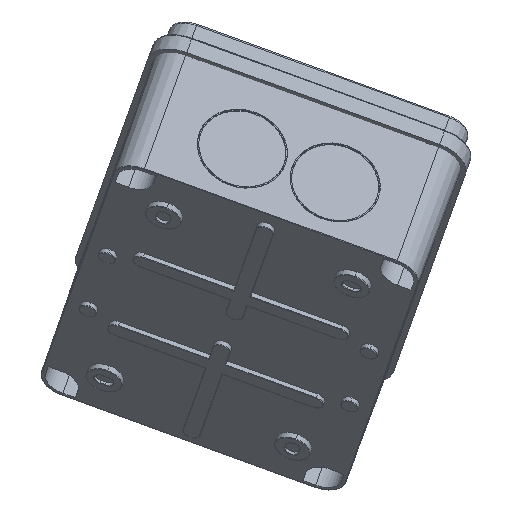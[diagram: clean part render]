
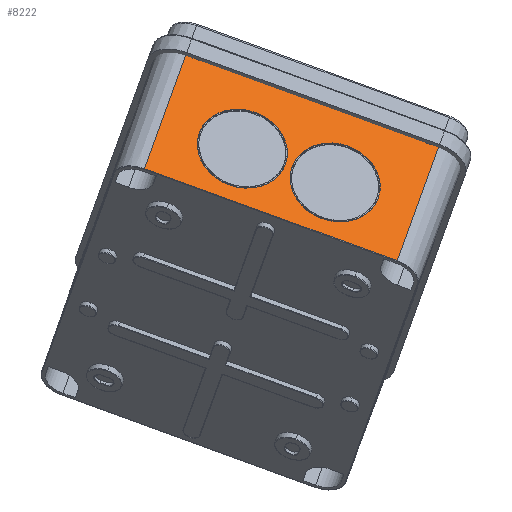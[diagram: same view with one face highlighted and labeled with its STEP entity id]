
A CAD part, left-side view. The second image highlights one B-rep face of the part: STEP entity #8222.
In plain terms, the highlighted face is planar.
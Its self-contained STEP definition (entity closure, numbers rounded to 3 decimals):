
#233=CARTESIAN_POINT('Vertex',(-77.,42.3,0.)) ;
#236=CARTESIAN_POINT('Line Origine',(-77.,0.,0.)) ;
#240=CARTESIAN_POINT('Vertex',(-77.,-42.3,0.)) ;
#2077=CARTESIAN_POINT('Vertex',(-77.,44.3,0.)) ;
#2121=CARTESIAN_POINT('Vertex',(-77.,47.,0.)) ;
#2124=CARTESIAN_POINT('Line Origine',(-77.,45.65,0.)) ;
#4560=CARTESIAN_POINT('Line Origine',(-77.,-45.65,0.)) ;
#4564=CARTESIAN_POINT('Vertex',(-77.,-47.,0.)) ;
#4566=CARTESIAN_POINT('Vertex',(-77.,-44.3,0.)) ;
#6898=CARTESIAN_POINT('Vertex',(-76.548,47.,-51.802)) ;
#6922=CARTESIAN_POINT('Vertex',(-76.548,-47.,-51.802)) ;
#6925=CARTESIAN_POINT('Line Origine',(-76.548,0.,-51.802)) ;
#7275=CARTESIAN_POINT('Control Point',(-76.738,1.25,-30.)) ;
#7276=CARTESIAN_POINT('Control Point',(-76.753,1.25,-28.304)) ;
#7277=CARTESIAN_POINT('Control Point',(-76.768,1.475,-26.608)) ;
#7278=CARTESIAN_POINT('Control Point',(-76.782,1.924,-24.951)) ;
#7279=CARTESIAN_POINT('Control Point',(-76.82,3.748,-20.617)) ;
#7280=CARTESIAN_POINT('Control Point',(-76.85,7.037,-17.141)) ;
#7281=CARTESIAN_POINT('Control Point',(-76.865,9.616,-15.461)) ;
#7282=CARTESIAN_POINT('Control Point',(-76.883,15.353,-13.421)) ;
#7283=CARTESIAN_POINT('Control Point',(-76.877,21.402,-14.112)) ;
#7284=CARTESIAN_POINT('Control Point',(-76.868,24.294,-15.166)) ;
#7285=CARTESIAN_POINT('Control Point',(-76.841,28.907,-18.223)) ;
#7286=CARTESIAN_POINT('Control Point',(-76.801,31.871,-22.84)) ;
#7287=CARTESIAN_POINT('Control Point',(-76.781,32.79,-25.149)) ;
#7288=CARTESIAN_POINT('Control Point',(-76.759,33.25,-27.575)) ;
#7289=CARTESIAN_POINT('Control Point',(-76.738,33.25,-30.)) ;
#7290=CARTESIAN_POINT('Vertex',(-76.738,1.25,-30.)) ;
#7292=CARTESIAN_POINT('Vertex',(-76.738,33.25,-30.)) ;
#7313=CARTESIAN_POINT('Control Point',(-76.738,1.25,-30.)) ;
#7314=CARTESIAN_POINT('Control Point',(-76.723,1.25,-31.696)) ;
#7315=CARTESIAN_POINT('Control Point',(-76.709,1.475,-33.392)) ;
#7316=CARTESIAN_POINT('Control Point',(-76.694,1.924,-35.049)) ;
#7317=CARTESIAN_POINT('Control Point',(-76.656,3.748,-39.383)) ;
#7318=CARTESIAN_POINT('Control Point',(-76.626,7.037,-42.859)) ;
#7319=CARTESIAN_POINT('Control Point',(-76.611,9.616,-44.539)) ;
#7320=CARTESIAN_POINT('Control Point',(-76.594,15.353,-46.579)) ;
#7321=CARTESIAN_POINT('Control Point',(-76.6,21.402,-45.888)) ;
#7322=CARTESIAN_POINT('Control Point',(-76.609,24.294,-44.834)) ;
#7323=CARTESIAN_POINT('Control Point',(-76.635,28.907,-41.777)) ;
#7324=CARTESIAN_POINT('Control Point',(-76.676,31.871,-37.16)) ;
#7325=CARTESIAN_POINT('Control Point',(-76.696,32.79,-34.851)) ;
#7326=CARTESIAN_POINT('Control Point',(-76.717,33.25,-32.425)) ;
#7327=CARTESIAN_POINT('Control Point',(-76.738,33.25,-30.)) ;
#7452=CARTESIAN_POINT('Vertex',(-76.985,42.3,-1.7)) ;
#7455=CARTESIAN_POINT('Line Origine',(-76.993,42.3,-0.85)) ;
#7492=CARTESIAN_POINT('Vertex',(-76.985,44.3,-1.7)) ;
#7495=CARTESIAN_POINT('Line Origine',(-76.985,43.3,-1.7)) ;
#7507=CARTESIAN_POINT('Line Origine',(-76.993,44.3,-0.85)) ;
#7813=CARTESIAN_POINT('Control Point',(-76.738,-1.25,-30.)) ;
#7814=CARTESIAN_POINT('Control Point',(-76.753,-1.25,-28.304)) ;
#7815=CARTESIAN_POINT('Control Point',(-76.768,-1.475,-26.608)) ;
#7816=CARTESIAN_POINT('Control Point',(-76.782,-1.924,-24.951)) ;
#7817=CARTESIAN_POINT('Control Point',(-76.82,-3.748,-20.617)) ;
#7818=CARTESIAN_POINT('Control Point',(-76.85,-7.037,-17.141)) ;
#7819=CARTESIAN_POINT('Control Point',(-76.865,-9.616,-15.461)) ;
#7820=CARTESIAN_POINT('Control Point',(-76.883,-15.353,-13.421)) ;
#7821=CARTESIAN_POINT('Control Point',(-76.877,-21.402,-14.112)) ;
#7822=CARTESIAN_POINT('Control Point',(-76.868,-24.294,-15.166)) ;
#7823=CARTESIAN_POINT('Control Point',(-76.841,-28.907,-18.223)) ;
#7824=CARTESIAN_POINT('Control Point',(-76.801,-31.871,-22.84)) ;
#7825=CARTESIAN_POINT('Control Point',(-76.781,-32.79,-25.149)) ;
#7826=CARTESIAN_POINT('Control Point',(-76.759,-33.25,-27.575)) ;
#7827=CARTESIAN_POINT('Control Point',(-76.738,-33.25,-30.)) ;
#7828=CARTESIAN_POINT('Vertex',(-76.738,-33.25,-30.)) ;
#7830=CARTESIAN_POINT('Vertex',(-76.738,-1.25,-30.)) ;
#7851=CARTESIAN_POINT('Control Point',(-76.738,-1.25,-30.)) ;
#7852=CARTESIAN_POINT('Control Point',(-76.723,-1.25,-31.696)) ;
#7853=CARTESIAN_POINT('Control Point',(-76.709,-1.475,-33.392)) ;
#7854=CARTESIAN_POINT('Control Point',(-76.694,-1.924,-35.049)) ;
#7855=CARTESIAN_POINT('Control Point',(-76.656,-3.748,-39.383)) ;
#7856=CARTESIAN_POINT('Control Point',(-76.626,-7.037,-42.859)) ;
#7857=CARTESIAN_POINT('Control Point',(-76.611,-9.616,-44.539)) ;
#7858=CARTESIAN_POINT('Control Point',(-76.594,-15.353,-46.579)) ;
#7859=CARTESIAN_POINT('Control Point',(-76.6,-21.402,-45.888)) ;
#7860=CARTESIAN_POINT('Control Point',(-76.609,-24.294,-44.834)) ;
#7861=CARTESIAN_POINT('Control Point',(-76.635,-28.907,-41.777)) ;
#7862=CARTESIAN_POINT('Control Point',(-76.676,-31.871,-37.16)) ;
#7863=CARTESIAN_POINT('Control Point',(-76.696,-32.79,-34.851)) ;
#7864=CARTESIAN_POINT('Control Point',(-76.717,-33.25,-32.425)) ;
#7865=CARTESIAN_POINT('Control Point',(-76.738,-33.25,-30.)) ;
#7981=CARTESIAN_POINT('Line Origine',(-76.993,-42.3,-0.85)) ;
#7985=CARTESIAN_POINT('Vertex',(-76.985,-42.3,-1.7)) ;
#8025=CARTESIAN_POINT('Vertex',(-76.985,-44.3,-1.7)) ;
#8028=CARTESIAN_POINT('Line Origine',(-76.985,-43.3,-1.7)) ;
#8040=CARTESIAN_POINT('Line Origine',(-76.993,-44.3,-0.85)) ;
#8178=CARTESIAN_POINT('Line Origine',(-76.773,47.,-26.)) ;
#8190=CARTESIAN_POINT('Axis2P3D Location',(-77.,0.,0.)) ;
#8195=CARTESIAN_POINT('Line Origine',(-76.773,-47.,-26.)) ;
#237=DIRECTION('Vector Direction',(0.,1.,0.)) ;
#2125=DIRECTION('Vector Direction',(0.,1.,0.)) ;
#4561=DIRECTION('Vector Direction',(0.,1.,0.)) ;
#6926=DIRECTION('Vector Direction',(0.,1.,0.)) ;
#7456=DIRECTION('Vector Direction',(0.009,0.,-1.)) ;
#7496=DIRECTION('Vector Direction',(0.,-1.,0.)) ;
#7508=DIRECTION('Vector Direction',(0.009,0.,-1.)) ;
#7982=DIRECTION('Vector Direction',(0.009,0.,-1.)) ;
#8029=DIRECTION('Vector Direction',(0.,-1.,0.)) ;
#8041=DIRECTION('Vector Direction',(0.009,0.,-1.)) ;
#8179=DIRECTION('Vector Direction',(-0.009,0.,1.)) ;
#8191=DIRECTION('Axis2P3D Direction',(1.,-0.,0.009)) ;
#8192=DIRECTION('Axis2P3D XDirection',(0.,1.,0.)) ;
#8196=DIRECTION('Vector Direction',(-0.009,0.,1.)) ;
#8193=AXIS2_PLACEMENT_3D('Plane Axis2P3D',#8190,#8191,#8192) ;
#8201=ORIENTED_EDGE('',*,*,#6929,.F.) ;
#8202=ORIENTED_EDGE('',*,*,#8199,.F.) ;
#8203=ORIENTED_EDGE('',*,*,#4568,.T.) ;
#8204=ORIENTED_EDGE('',*,*,#8044,.F.) ;
#8205=ORIENTED_EDGE('',*,*,#8032,.F.) ;
#8206=ORIENTED_EDGE('',*,*,#7987,.F.) ;
#8207=ORIENTED_EDGE('',*,*,#242,.T.) ;
#8208=ORIENTED_EDGE('',*,*,#7459,.F.) ;
#8209=ORIENTED_EDGE('',*,*,#7499,.F.) ;
#8210=ORIENTED_EDGE('',*,*,#7511,.F.) ;
#8211=ORIENTED_EDGE('',*,*,#2128,.T.) ;
#8212=ORIENTED_EDGE('',*,*,#8182,.T.) ;
#8215=ORIENTED_EDGE('',*,*,#7294,.F.) ;
#8216=ORIENTED_EDGE('',*,*,#7328,.F.) ;
#8219=ORIENTED_EDGE('',*,*,#7866,.F.) ;
#8220=ORIENTED_EDGE('',*,*,#7832,.F.) ;
#8217=FACE_BOUND('',#8214,.T.) ;
#8221=FACE_BOUND('',#8218,.T.) ;
#238=VECTOR('Line Direction',#237,1.) ;
#2126=VECTOR('Line Direction',#2125,1.) ;
#4562=VECTOR('Line Direction',#4561,1.) ;
#6927=VECTOR('Line Direction',#6926,1.) ;
#7457=VECTOR('Line Direction',#7456,1.) ;
#7497=VECTOR('Line Direction',#7496,1.) ;
#7509=VECTOR('Line Direction',#7508,1.) ;
#7983=VECTOR('Line Direction',#7982,1.) ;
#8030=VECTOR('Line Direction',#8029,1.) ;
#8042=VECTOR('Line Direction',#8041,1.) ;
#8180=VECTOR('Line Direction',#8179,1.) ;
#8197=VECTOR('Line Direction',#8196,1.) ;
#8222=ADVANCED_FACE('PartBody',(#8213,#8217,#8221),#8194,.F.) ;
#7274=B_SPLINE_CURVE_WITH_KNOTS('',5,(#7275,#7276,#7277,#7278,#7279,#7280,#7281,#7282,#7283,#7284,#7285,#7286,#7287,#7288,#7289),.UNSPECIFIED.,.F.,.U.,(6,3,3,3,6),(71.087,83.081,104.052,125.023,142.174),.UNSPECIFIED.) ;
#7312=B_SPLINE_CURVE_WITH_KNOTS('',5,(#7313,#7314,#7315,#7316,#7317,#7318,#7319,#7320,#7321,#7322,#7323,#7324,#7325,#7326,#7327),.UNSPECIFIED.,.F.,.U.,(6,3,3,3,6),(71.087,83.081,104.052,125.023,142.174),.UNSPECIFIED.) ;
#7812=B_SPLINE_CURVE_WITH_KNOTS('',5,(#7813,#7814,#7815,#7816,#7817,#7818,#7819,#7820,#7821,#7822,#7823,#7824,#7825,#7826,#7827),.UNSPECIFIED.,.F.,.U.,(6,3,3,3,6),(71.087,83.081,104.052,125.023,142.174),.UNSPECIFIED.) ;
#7850=B_SPLINE_CURVE_WITH_KNOTS('',5,(#7851,#7852,#7853,#7854,#7855,#7856,#7857,#7858,#7859,#7860,#7861,#7862,#7863,#7864,#7865),.UNSPECIFIED.,.F.,.U.,(6,3,3,3,6),(71.087,83.081,104.052,125.023,142.174),.UNSPECIFIED.) ;
#242=EDGE_CURVE('',#241,#234,#239,.T.) ;
#2128=EDGE_CURVE('',#2078,#2122,#2127,.T.) ;
#4568=EDGE_CURVE('',#4565,#4567,#4563,.T.) ;
#6929=EDGE_CURVE('',#6923,#6899,#6928,.T.) ;
#7294=EDGE_CURVE('',#7291,#7293,#7274,.T.) ;
#7328=EDGE_CURVE('',#7293,#7291,#7312,.F.) ;
#7459=EDGE_CURVE('',#7453,#234,#7458,.F.) ;
#7499=EDGE_CURVE('',#7493,#7453,#7498,.T.) ;
#7511=EDGE_CURVE('',#2078,#7493,#7510,.T.) ;
#7832=EDGE_CURVE('',#7829,#7831,#7812,.F.) ;
#7866=EDGE_CURVE('',#7831,#7829,#7850,.T.) ;
#7987=EDGE_CURVE('',#241,#7986,#7984,.T.) ;
#8032=EDGE_CURVE('',#7986,#8026,#8031,.T.) ;
#8044=EDGE_CURVE('',#8026,#4567,#8043,.F.) ;
#8182=EDGE_CURVE('',#2122,#6899,#8181,.F.) ;
#8199=EDGE_CURVE('',#4565,#6923,#8198,.F.) ;
#8200=EDGE_LOOP('',(#8201,#8202,#8203,#8204,#8205,#8206,#8207,#8208,#8209,#8210,#8211,#8212)) ;
#8214=EDGE_LOOP('',(#8215,#8216)) ;
#8218=EDGE_LOOP('',(#8219,#8220)) ;
#8213=FACE_OUTER_BOUND('',#8200,.T.) ;
#239=LINE('Line',#236,#238) ;
#2127=LINE('Line',#2124,#2126) ;
#4563=LINE('Line',#4560,#4562) ;
#6928=LINE('Line',#6925,#6927) ;
#7458=LINE('Line',#7455,#7457) ;
#7498=LINE('Line',#7495,#7497) ;
#7510=LINE('Line',#7507,#7509) ;
#7984=LINE('Line',#7981,#7983) ;
#8031=LINE('Line',#8028,#8030) ;
#8043=LINE('Line',#8040,#8042) ;
#8181=LINE('Line',#8178,#8180) ;
#8198=LINE('Line',#8195,#8197) ;
#8194=PLANE('',#8193) ;
#234=VERTEX_POINT('',#233) ;
#241=VERTEX_POINT('',#240) ;
#2078=VERTEX_POINT('',#2077) ;
#2122=VERTEX_POINT('',#2121) ;
#4565=VERTEX_POINT('',#4564) ;
#4567=VERTEX_POINT('',#4566) ;
#6899=VERTEX_POINT('',#6898) ;
#6923=VERTEX_POINT('',#6922) ;
#7291=VERTEX_POINT('',#7290) ;
#7293=VERTEX_POINT('',#7292) ;
#7453=VERTEX_POINT('',#7452) ;
#7493=VERTEX_POINT('',#7492) ;
#7829=VERTEX_POINT('',#7828) ;
#7831=VERTEX_POINT('',#7830) ;
#7986=VERTEX_POINT('',#7985) ;
#8026=VERTEX_POINT('',#8025) ;
